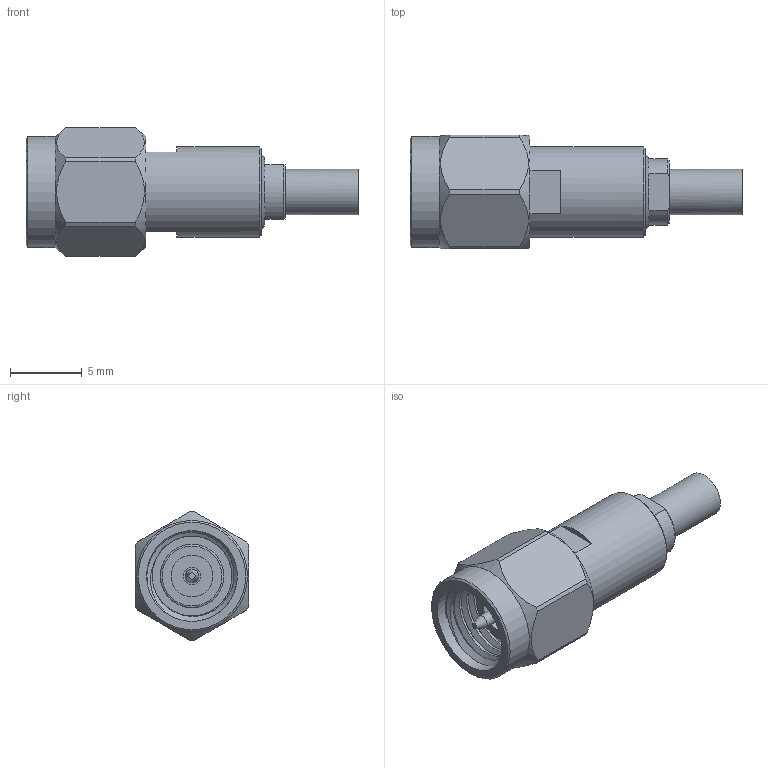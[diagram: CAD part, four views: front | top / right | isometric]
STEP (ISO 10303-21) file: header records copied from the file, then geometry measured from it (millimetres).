
FILE_DESCRIPTION (( 'STEP AP203' ), '1' );
FILE_NAME ('PE91125_3D.step', '2021-03-09T20:31:45', ( '' ), ( '' ), 'SwSTEP 2.0', 'SolidWorks 2020', '' );
FILE_SCHEMA (( 'CONFIG_CONTROL_DESIGN' ));
Length unit declared in the file: inch
Products named in the file (1): PE91125_3D
Bounding box: 23.2 x 7.94 x 8.99 mm (x, y, z)
Volume: 622.5 mm3; surface area: 852.8 mm2
Topology: 1 solids, 1 shells, 79 faces, 196 edges, 134 vertices
Faces by surface type: plane 32, cylinder 30, cone 12, bspline 4, torus 1
Full cylindrical faces by diameter (mm): 0.292 x1, 0.498 x1, 0.736 x1, 0.94 x1, 1.194 x1, 2.184 x1, 2.819 x1, 2.92 x1, 3.175 x1, 4.445 x1, 5.441 x1, 5.594 x1, 6.35 x7, 6.604 x1, 7.762 x1
Entity records: 4135 total; most frequent: CARTESIAN_POINT 2516, ORIENTED_EDGE 300, DIRECTION 296, EDGE_CURVE 150, AXIS2_PLACEMENT_3D 134, VERTEX_POINT 122, EDGE_LOOP 116, FACE_OUTER_BOUND 91
